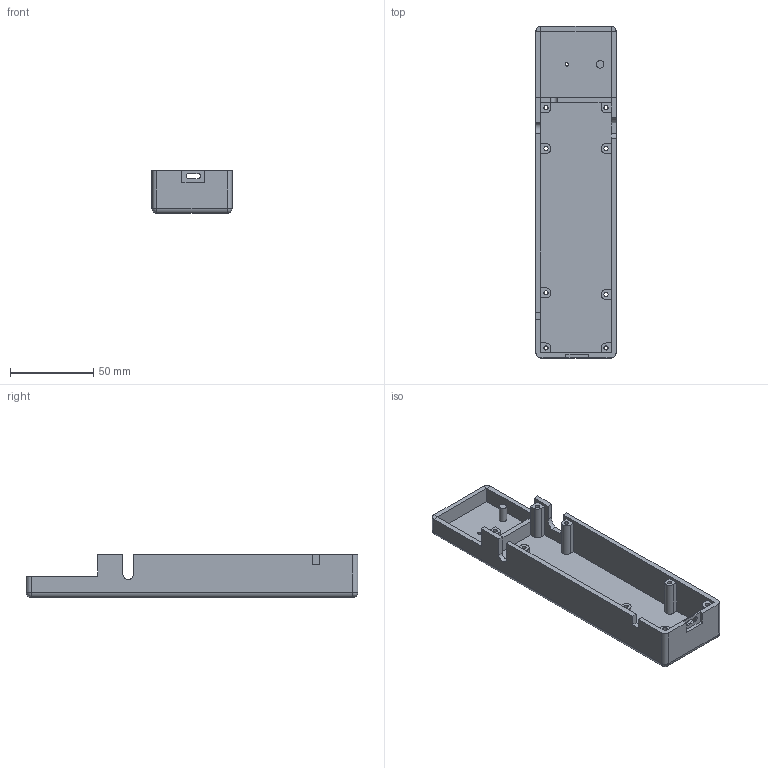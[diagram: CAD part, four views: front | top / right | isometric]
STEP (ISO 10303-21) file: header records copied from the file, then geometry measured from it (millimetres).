
FILE_DESCRIPTION(('FreeCAD Model'),'2;1');
FILE_NAME('Bottom_half.step', '2020-10-04T17:09:15',('Author'),(''), 'Open CASCADE STEP processor 7.3','FreeCAD','Unknown');
FILE_SCHEMA(('AUTOMOTIVE_DESIGN { 1 0 10303 214 1 1 1 1 }'));
Length unit declared in the file: millimetre
Products named in the file (1): Bottom_half
Bounding box: 48 x 199 x 25.6 mm (x, y, z)
Volume: 60128.4 mm3; surface area: 41282.2 mm2
Topology: 1 solids, 1 shells, 131 faces, 340 edges, 208 vertices
Faces by surface type: plane 75, cylinder 52, sphere 4
Full cylindrical faces by diameter (mm): 2 x1, 2.5 x24, 4.5 x1
Entity records: 8420 total; most frequent: CARTESIAN_POINT 1510, DIRECTION 1329, LINE 872, VECTOR 872, ORIENTED_EDGE 672, PCURVE 672, DEFINITIONAL_REPRESENTATION 672, EDGE_CURVE 336
